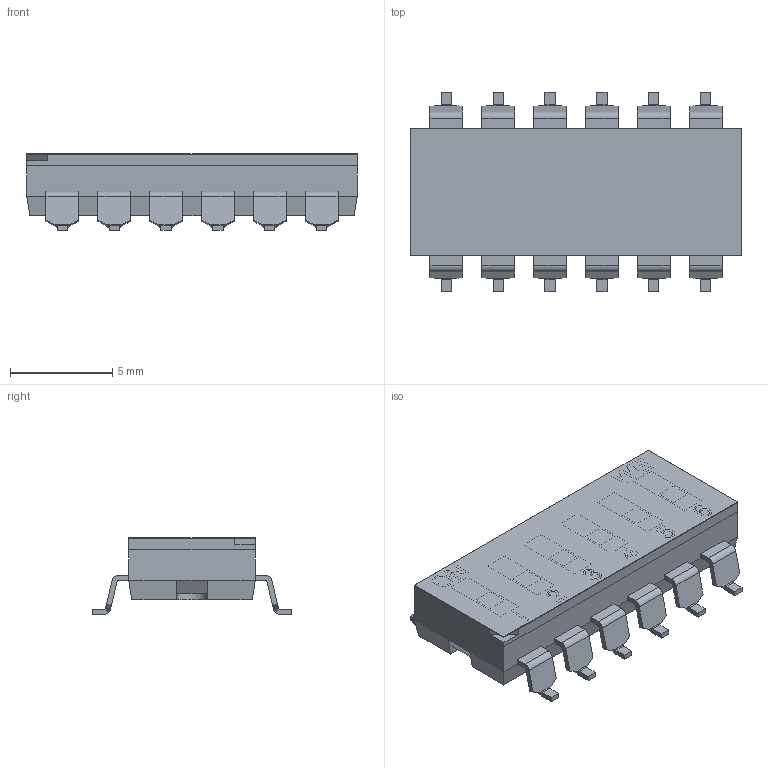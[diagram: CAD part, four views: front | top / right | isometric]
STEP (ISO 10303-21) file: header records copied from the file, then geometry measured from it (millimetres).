
FILE_DESCRIPTION( ( 'Unknown' ), '1' );
FILE_NAME( '418121160806A.stp', 'Unknown', ( 'Unknown' ), ( 'Unknown' ), 'PSStep 17.0.49', 'Unknown', ' ' );
FILE_SCHEMA( ( 'AUTOMOTIVE_DESIGN { 1 0 10303 214 1 1 1 1 }' ) );
Length unit declared in the file: millimetre
Products named in the file (8): Assem1; Actuator; Contact; Base 06; Cover 06; Tape 06; Terminal_front; Terminal_back
Assembly tree (27 placements, depth 2):
  Assem1
    Actuator  x6
    Contact  x6
    Base 06
    Cover 06
    Tape 06
    Terminal_front  x6
    Terminal_back  x6
Bounding box: 16.18 x 9.79 x 3.74 mm (x, y, z)
Volume: 273.6 mm3; surface area: 1329.2 mm2
Topology: 27 solids, 27 shells, 1057 faces, 2907 edges, 1902 vertices
Faces by surface type: plane 860, cylinder 158, bspline 24, extrusion 15
Full cylindrical faces by diameter (mm): 0.45 x12, 0.5 x24, 1.9 x1
Entity records: 18601 total; most frequent: CARTESIAN_POINT 3632, ORIENTED_EDGE 2434, DIRECTION 2060, EDGE_CURVE 1217, VECTOR 956, LINE 941, VERTEX_POINT 792, AXIS2_PLACEMENT_3D 552
